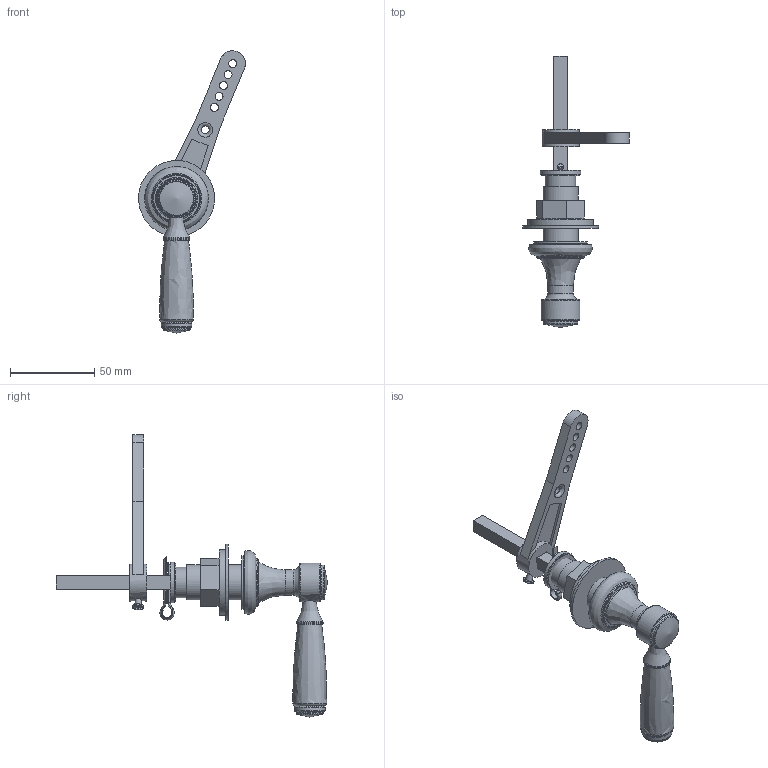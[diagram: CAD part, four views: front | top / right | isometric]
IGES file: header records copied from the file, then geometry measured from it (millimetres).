
Global section: file name: V277-TC  TM  TW  GBC; native system: Autodesk Inventor 2018; preprocessor: unknown; author: adaniels; date: 20170908.092330; units: millimetre
Bounding box: 63.23 x 160.51 x 167.09 mm (x, y, z)
Volume: 67567.1 mm3; surface area: 42536.1 mm2
Topology: 14 solids, 14 shells, 201 faces, 524 edges, 364 vertices
Faces by surface type: bspline 201
